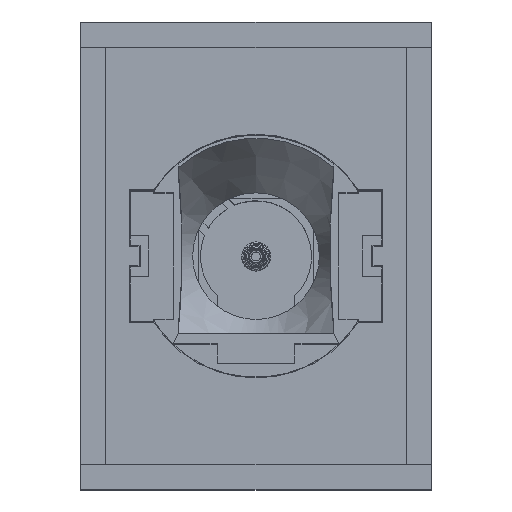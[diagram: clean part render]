
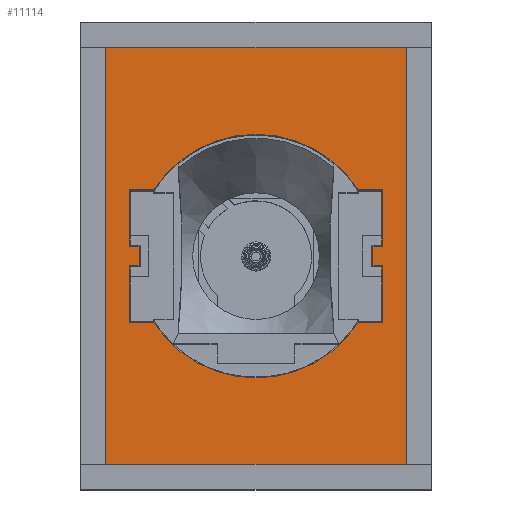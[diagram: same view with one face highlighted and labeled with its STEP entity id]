
A CAD part, top view. The second image highlights one B-rep face of the part: STEP entity #11114.
In plain terms, the highlighted planar face has unit normal (0, 0, 1).
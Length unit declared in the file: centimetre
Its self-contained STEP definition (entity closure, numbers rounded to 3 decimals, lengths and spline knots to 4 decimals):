
#32=FACE_BOUND('',#3851,.T.);
#249=LINE('',#16887,#1449);
#449=LINE('',#17422,#1649);
#452=LINE('',#17427,#1652);
#453=LINE('',#17430,#1653);
#456=LINE('',#17436,#1656);
#458=LINE('',#17441,#1658);
#461=LINE('',#17446,#1661);
#463=LINE('',#17450,#1663);
#465=LINE('',#17454,#1665);
#468=LINE('',#17462,#1668);
#469=LINE('',#17465,#1669);
#471=LINE('',#17469,#1671);
#474=LINE('',#17476,#1674);
#475=LINE('',#17479,#1675);
#477=LINE('',#17482,#1677);
#478=LINE('',#17485,#1678);
#482=LINE('',#17491,#1682);
#483=LINE('',#17493,#1683);
#1449=VECTOR('',#13016,1.);
#1649=VECTOR('',#13470,1.);
#1652=VECTOR('',#13475,1.);
#1653=VECTOR('',#13478,1.);
#1656=VECTOR('',#13485,1.);
#1658=VECTOR('',#13489,1.);
#1661=VECTOR('',#13494,1.);
#1663=VECTOR('',#13498,1.);
#1665=VECTOR('',#13502,1.);
#1668=VECTOR('',#13511,1.);
#1669=VECTOR('',#13514,1.);
#1671=VECTOR('',#13518,1.);
#1674=VECTOR('',#13527,1.);
#1675=VECTOR('',#13530,1.);
#1677=VECTOR('',#13534,1.);
#1678=VECTOR('',#13537,1.);
#1682=VECTOR('',#13543,1.);
#1683=VECTOR('',#13546,1.);
#2749=PLANE('',#11867);
#3239=FACE_OUTER_BOUND('',#3850,.T.);
#3850=EDGE_LOOP('',(#8596,#8597,#8598,#8599));
#3851=EDGE_LOOP('',(#8600,#8601,#8602,#8603,#8604,#8605,#8606,#8607,#8608,
#8609,#8610,#8611,#8612,#8613,#8614,#8615));
#4505=CIRCLE('',#11855,0.625);
#4506=CIRCLE('',#11860,0.625);
#4908=VERTEX_POINT('',#16884);
#4909=VERTEX_POINT('',#16886);
#5074=VERTEX_POINT('',#17419);
#5075=VERTEX_POINT('',#17421);
#5076=VERTEX_POINT('',#17425);
#5077=VERTEX_POINT('',#17429);
#5078=VERTEX_POINT('',#17434);
#5079=VERTEX_POINT('',#17438);
#5080=VERTEX_POINT('',#17440);
#5081=VERTEX_POINT('',#17444);
#5082=VERTEX_POINT('',#17448);
#5083=VERTEX_POINT('',#17452);
#5084=VERTEX_POINT('',#17456);
#5085=VERTEX_POINT('',#17458);
#5086=VERTEX_POINT('',#17464);
#5087=VERTEX_POINT('',#17468);
#5088=VERTEX_POINT('',#17472);
#5089=VERTEX_POINT('',#17478);
#5090=VERTEX_POINT('',#17484);
#5091=VERTEX_POINT('',#17489);
#6111=EDGE_CURVE('',#4909,#4908,#249,.T.);
#6357=EDGE_CURVE('',#5075,#5074,#449,.T.);
#6360=EDGE_CURVE('',#5074,#5076,#452,.T.);
#6361=EDGE_CURVE('',#5077,#5075,#453,.T.);
#6364=EDGE_CURVE('',#5076,#5078,#456,.T.);
#6366=EDGE_CURVE('',#5080,#5079,#458,.T.);
#6369=EDGE_CURVE('',#5079,#5081,#461,.T.);
#6371=EDGE_CURVE('',#5081,#5082,#463,.T.);
#6373=EDGE_CURVE('',#5082,#5083,#465,.T.);
#6375=EDGE_CURVE('',#5085,#5084,#4505,.T.);
#6377=EDGE_CURVE('',#5083,#5085,#468,.T.);
#6378=EDGE_CURVE('',#5086,#5080,#469,.T.);
#6380=EDGE_CURVE('',#5087,#5086,#471,.T.);
#6382=EDGE_CURVE('',#5088,#5087,#4506,.T.);
#6384=EDGE_CURVE('',#5078,#5088,#474,.T.);
#6385=EDGE_CURVE('',#5089,#5077,#475,.T.);
#6387=EDGE_CURVE('',#5084,#5089,#477,.T.);
#6388=EDGE_CURVE('',#4908,#5090,#478,.T.);
#6392=EDGE_CURVE('',#5090,#5091,#482,.T.);
#6393=EDGE_CURVE('',#5091,#4909,#483,.T.);
#8596=ORIENTED_EDGE('',*,*,#6388,.T.);
#8597=ORIENTED_EDGE('',*,*,#6392,.T.);
#8598=ORIENTED_EDGE('',*,*,#6393,.T.);
#8599=ORIENTED_EDGE('',*,*,#6111,.T.);
#8600=ORIENTED_EDGE('',*,*,#6375,.T.);
#8601=ORIENTED_EDGE('',*,*,#6387,.T.);
#8602=ORIENTED_EDGE('',*,*,#6385,.T.);
#8603=ORIENTED_EDGE('',*,*,#6361,.T.);
#8604=ORIENTED_EDGE('',*,*,#6357,.T.);
#8605=ORIENTED_EDGE('',*,*,#6360,.T.);
#8606=ORIENTED_EDGE('',*,*,#6364,.T.);
#8607=ORIENTED_EDGE('',*,*,#6384,.T.);
#8608=ORIENTED_EDGE('',*,*,#6382,.T.);
#8609=ORIENTED_EDGE('',*,*,#6380,.T.);
#8610=ORIENTED_EDGE('',*,*,#6378,.T.);
#8611=ORIENTED_EDGE('',*,*,#6366,.T.);
#8612=ORIENTED_EDGE('',*,*,#6369,.T.);
#8613=ORIENTED_EDGE('',*,*,#6371,.T.);
#8614=ORIENTED_EDGE('',*,*,#6373,.T.);
#8615=ORIENTED_EDGE('',*,*,#6377,.T.);
#11114=ADVANCED_FACE('',(#3239,#32),#2749,.T.);
#11855=AXIS2_PLACEMENT_3D('',#17459,#13506,#13507);
#11860=AXIS2_PLACEMENT_3D('',#17473,#13522,#13523);
#11867=AXIS2_PLACEMENT_3D('',#17497,#13549,#13550);
#13016=DIRECTION('',(0.,1.,0.));
#13470=DIRECTION('',(0.,-1.,0.));
#13475=DIRECTION('',(1.,0.,0.));
#13478=DIRECTION('',(-1.,0.,0.));
#13485=DIRECTION('',(0.,-1.,0.));
#13489=DIRECTION('',(1.,0.,0.));
#13494=DIRECTION('',(0.,1.,0.));
#13498=DIRECTION('',(-1.,0.,0.));
#13502=DIRECTION('',(0.,1.,0.));
#13506=DIRECTION('center_axis',(0.,0.,
-1.));
#13507=DIRECTION('ref_axis',(0.839,0.544,0.));
#13511=DIRECTION('',(1.,0.,0.));
#13514=DIRECTION('',(0.,1.,0.));
#13518=DIRECTION('',(-1.,0.,0.));
#13522=DIRECTION('center_axis',(0.,0.,
-1.));
#13523=DIRECTION('ref_axis',(-0.839,-0.544,0.));
#13527=DIRECTION('',(-1.,0.,0.));
#13530=DIRECTION('',(0.,-1.,0.));
#13534=DIRECTION('',(1.,0.,0.));
#13537=DIRECTION('',(-1.,0.,0.));
#13543=DIRECTION('',(0.,-1.,0.));
#13546=DIRECTION('',(1.,0.,0.));
#13549=DIRECTION('center_axis',(0.,0.,
1.));
#13550=DIRECTION('ref_axis',(-1.,0.,0.));
#16884=CARTESIAN_POINT('',(0.77,1.07,3.013));
#16886=CARTESIAN_POINT('',(0.77,-1.07,3.013));
#16887=CARTESIAN_POINT('',(0.77,-1.07,3.013));
#17419=CARTESIAN_POINT('',(0.6,-0.05,3.013));
#17421=CARTESIAN_POINT('',(0.6,0.05,3.013));
#17422=CARTESIAN_POINT('',(0.6,0.025,3.013));
#17425=CARTESIAN_POINT('',(0.65,-0.05,3.013));
#17427=CARTESIAN_POINT('',(0.3,-0.05,3.013));
#17429=CARTESIAN_POINT('',(0.65,0.05,3.013));
#17430=CARTESIAN_POINT('',(0.325,0.05,3.013));
#17434=CARTESIAN_POINT('',(0.65,-0.34,3.013));
#17436=CARTESIAN_POINT('',(0.65,0.025,3.013));
#17438=CARTESIAN_POINT('',(-0.6,-0.05,3.013));
#17440=CARTESIAN_POINT('',(-0.65,-0.05,3.013));
#17441=CARTESIAN_POINT('',(-0.325,-0.05,3.013));
#17444=CARTESIAN_POINT('',(-0.6,0.05,3.013));
#17446=CARTESIAN_POINT('',(-0.6,-0.025,3.013));
#17448=CARTESIAN_POINT('',(-0.65,0.05,3.013));
#17450=CARTESIAN_POINT('',(-0.3,0.05,3.013));
#17452=CARTESIAN_POINT('',(-0.65,0.34,3.013));
#17454=CARTESIAN_POINT('',(-0.65,0.025,3.013));
#17456=CARTESIAN_POINT('',(0.5244,0.34,3.013));
#17458=CARTESIAN_POINT('',(-0.5244,0.34,3.013));
#17459=CARTESIAN_POINT('Origin',(0.,0.,
3.013));
#17462=CARTESIAN_POINT('',(-0.2622,0.34,3.013));
#17464=CARTESIAN_POINT('',(-0.65,-0.34,3.013));
#17465=CARTESIAN_POINT('',(-0.65,0.025,3.013));
#17468=CARTESIAN_POINT('',(-0.5244,-0.34,3.013));
#17469=CARTESIAN_POINT('',(-0.325,-0.34,3.013));
#17472=CARTESIAN_POINT('',(0.5244,-0.34,3.013));
#17473=CARTESIAN_POINT('Origin',(0.,0.,
3.013));
#17476=CARTESIAN_POINT('',(0.2622,-0.34,3.013));
#17478=CARTESIAN_POINT('',(0.65,0.34,3.013));
#17479=CARTESIAN_POINT('',(0.65,0.025,3.013));
#17482=CARTESIAN_POINT('',(0.325,0.34,3.013));
#17484=CARTESIAN_POINT('',(-0.77,1.07,3.013));
#17485=CARTESIAN_POINT('',(0.77,1.07,3.013));
#17489=CARTESIAN_POINT('',(-0.77,-1.07,3.013));
#17491=CARTESIAN_POINT('',(-0.77,1.07,3.013));
#17493=CARTESIAN_POINT('',(-0.77,-1.07,3.013));
#17497=CARTESIAN_POINT('Origin',(0.,0.,3.013));
